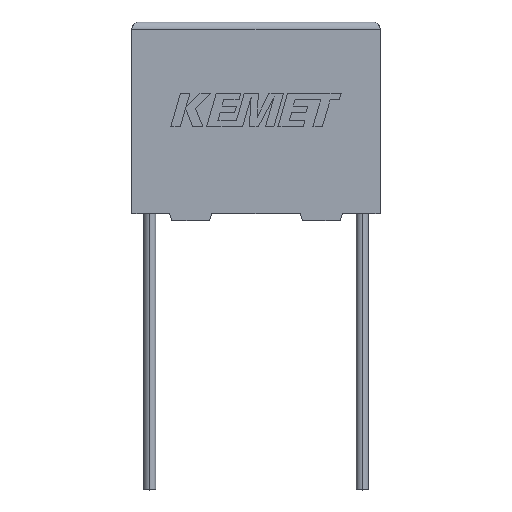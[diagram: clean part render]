
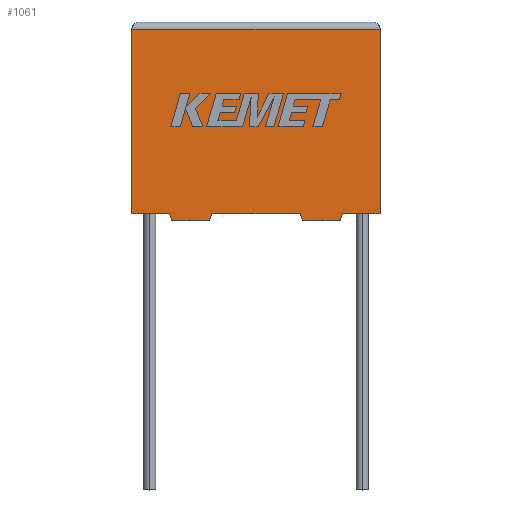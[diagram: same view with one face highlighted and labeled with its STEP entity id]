
A CAD part, top view. The second image highlights one B-rep face of the part: STEP entity #1061.
In plain terms, the highlighted planar face has unit normal (0, 0, 1).
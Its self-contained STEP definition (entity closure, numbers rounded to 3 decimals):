
#34 = LINE ( 'NONE', #2411, #2515 ) ;
#98 = LINE ( 'NONE', #1041, #2007 ) ;
#225 = DIRECTION ( 'NONE',  ( 1., 0., 0. ) ) ;
#243 = VERTEX_POINT ( 'NONE', #2117 ) ;
#255 = EDGE_CURVE ( 'NONE', #346, #243, #1585, .T. ) ;
#304 = ORIENTED_EDGE ( 'NONE', *, *, #1648, .T. ) ;
#346 = VERTEX_POINT ( 'NONE', #1695 ) ;
#393 = ORIENTED_EDGE ( 'NONE', *, *, #797, .F. ) ;
#395 = DIRECTION ( 'NONE',  ( -1., 0., 0. ) ) ;
#578 = EDGE_CURVE ( 'NONE', #2957, #2657, #592, .T. ) ;
#581 = CARTESIAN_POINT ( 'NONE',  ( 5.478, -0.5, 7. ) ) ;
#592 = LINE ( 'NONE', #2685, #1714 ) ;
#622 = DIRECTION ( 'NONE',  ( 0., -1., 0. ) ) ;
#642 = DIRECTION ( 'NONE',  ( -0.287, 0.958, 0. ) ) ;
#708 = VECTOR ( 'NONE', #1162, 1000. ) ;
#723 = CARTESIAN_POINT ( 'NONE',  ( 5.628, 0., 7. ) ) ;
#742 = VERTEX_POINT ( 'NONE', #581 ) ;
#772 = VERTEX_POINT ( 'NONE', #2374 ) ;
#797 = EDGE_CURVE ( 'NONE', #2975, #2615, #34, .T. ) ;
#834 = VECTOR ( 'NONE', #1614, 1000. ) ;
#987 = ORIENTED_EDGE ( 'NONE', *, *, #2242, .T. ) ;
#1029 = EDGE_CURVE ( 'NONE', #2657, #2866, #1385, .T. ) ;
#1041 = CARTESIAN_POINT ( 'NONE',  ( 5.478, -0.5, 7. ) ) ;
#1048 = CARTESIAN_POINT ( 'NONE',  ( 0., 0., 7. ) ) ;
#1060 = CARTESIAN_POINT ( 'NONE',  ( 17.5, 0., 7. ) ) ;
#1061 = ADVANCED_FACE ( 'NONE', ( #2232 ), #1560, .F. ) ;
#1067 = DIRECTION ( 'NONE',  ( 0., 0., -1. ) ) ;
#1073 = LINE ( 'NONE', #1446, #708 ) ;
#1100 = CARTESIAN_POINT ( 'NONE',  ( 0., 0., 7. ) ) ;
#1155 = VECTOR ( 'NONE', #622, 1000. ) ;
#1157 = EDGE_CURVE ( 'NONE', #243, #2402, #2960, .T. ) ;
#1162 = DIRECTION ( 'NONE',  ( -1., 0., 0. ) ) ;
#1209 = VECTOR ( 'NONE', #395, 1000. ) ;
#1266 = ORIENTED_EDGE ( 'NONE', *, *, #578, .T. ) ;
#1385 = LINE ( 'NONE', #1060, #2134 ) ;
#1412 = DIRECTION ( 'NONE',  ( -1., 0., 0. ) ) ;
#1420 = DIRECTION ( 'NONE',  ( 0.287, -0.958, 0. ) ) ;
#1427 = CARTESIAN_POINT ( 'NONE',  ( 0., 0., 7. ) ) ;
#1431 = CARTESIAN_POINT ( 'NONE',  ( 2.65, 0., 7. ) ) ;
#1446 = CARTESIAN_POINT ( 'NONE',  ( 14.7, -0.5, 7. ) ) ;
#1560 = PLANE ( 'NONE',  #2219 ) ;
#1574 = CARTESIAN_POINT ( 'NONE',  ( 11.873, 0., 7. ) ) ;
#1579 = DIRECTION ( 'NONE',  ( 0., 1., 0. ) ) ;
#1585 = LINE ( 'NONE', #1100, #1155 ) ;
#1614 = DIRECTION ( 'NONE',  ( 1., 0., 0. ) ) ;
#1643 = EDGE_CURVE ( 'NONE', #2957, #2537, #3074, .T. ) ;
#1648 = EDGE_CURVE ( 'NONE', #742, #2600, #98, .T. ) ;
#1688 = CARTESIAN_POINT ( 'NONE',  ( 17.5, 13., 7. ) ) ;
#1695 = CARTESIAN_POINT ( 'NONE',  ( 0., 13., 7. ) ) ;
#1714 = VECTOR ( 'NONE', #225, 1000. ) ;
#1746 = EDGE_LOOP ( 'NONE', ( #2220, #2800, #1826, #2804, #2069, #2338, #304, #987, #393, #2948, #2853, #1266 ) ) ;
#1765 = LINE ( 'NONE', #1897, #1923 ) ;
#1781 = EDGE_CURVE ( 'NONE', #2402, #772, #2730, .T. ) ;
#1793 = EDGE_CURVE ( 'NONE', #2537, #2975, #1073, .T. ) ;
#1800 = CARTESIAN_POINT ( 'NONE',  ( 14.85, 0., 7. ) ) ;
#1826 = ORIENTED_EDGE ( 'NONE', *, *, #255, .T. ) ;
#1833 = VECTOR ( 'NONE', #2332, 1000. ) ;
#1861 = CARTESIAN_POINT ( 'NONE',  ( 14.7, -0.5, 7. ) ) ;
#1867 = LINE ( 'NONE', #2789, #1209 ) ;
#1896 = VECTOR ( 'NONE', #2412, 1000. ) ;
#1897 = CARTESIAN_POINT ( 'NONE',  ( 2.8, -0.5, 7. ) ) ;
#1923 = VECTOR ( 'NONE', #2976, 1000. ) ;
#1982 = EDGE_CURVE ( 'NONE', #772, #742, #1765, .T. ) ;
#2007 = VECTOR ( 'NONE', #3042, 1000. ) ;
#2019 = CARTESIAN_POINT ( 'NONE',  ( 2.65, 0., 7. ) ) ;
#2069 = ORIENTED_EDGE ( 'NONE', *, *, #1781, .T. ) ;
#2117 = CARTESIAN_POINT ( 'NONE',  ( 0., 0., 7. ) ) ;
#2134 = VECTOR ( 'NONE', #1579, 1000. ) ;
#2203 = LINE ( 'NONE', #2850, #834 ) ;
#2219 = AXIS2_PLACEMENT_3D ( 'NONE', #1048, #1067, #1412 ) ;
#2220 = ORIENTED_EDGE ( 'NONE', *, *, #1029, .T. ) ;
#2232 = FACE_OUTER_BOUND ( 'NONE', #1746, .T. ) ;
#2242 = EDGE_CURVE ( 'NONE', #2600, #2615, #2203, .T. ) ;
#2250 = VECTOR ( 'NONE', #1420, 1000. ) ;
#2273 = CARTESIAN_POINT ( 'NONE',  ( 14.85, 0., 7. ) ) ;
#2332 = DIRECTION ( 'NONE',  ( -0.287, -0.958, 0. ) ) ;
#2338 = ORIENTED_EDGE ( 'NONE', *, *, #1982, .T. ) ;
#2374 = CARTESIAN_POINT ( 'NONE',  ( 2.8, -0.5, 7. ) ) ;
#2388 = CARTESIAN_POINT ( 'NONE',  ( 17.5, 0., 7. ) ) ;
#2402 = VERTEX_POINT ( 'NONE', #2019 ) ;
#2411 = CARTESIAN_POINT ( 'NONE',  ( 12.023, -0.5, 7. ) ) ;
#2412 = DIRECTION ( 'NONE',  ( 1., 0., 0. ) ) ;
#2469 = CARTESIAN_POINT ( 'NONE',  ( 12.023, -0.5, 7. ) ) ;
#2515 = VECTOR ( 'NONE', #642, 1000. ) ;
#2537 = VERTEX_POINT ( 'NONE', #1861 ) ;
#2600 = VERTEX_POINT ( 'NONE', #723 ) ;
#2615 = VERTEX_POINT ( 'NONE', #1574 ) ;
#2657 = VERTEX_POINT ( 'NONE', #2388 ) ;
#2685 = CARTESIAN_POINT ( 'NONE',  ( 0., 0., 7. ) ) ;
#2730 = LINE ( 'NONE', #1431, #2250 ) ;
#2775 = EDGE_CURVE ( 'NONE', #2866, #346, #1867, .T. ) ;
#2789 = CARTESIAN_POINT ( 'NONE',  ( 0., 13., 7. ) ) ;
#2800 = ORIENTED_EDGE ( 'NONE', *, *, #2775, .T. ) ;
#2804 = ORIENTED_EDGE ( 'NONE', *, *, #1157, .T. ) ;
#2850 = CARTESIAN_POINT ( 'NONE',  ( 0., 0., 7. ) ) ;
#2853 = ORIENTED_EDGE ( 'NONE', *, *, #1643, .F. ) ;
#2866 = VERTEX_POINT ( 'NONE', #1688 ) ;
#2948 = ORIENTED_EDGE ( 'NONE', *, *, #1793, .F. ) ;
#2957 = VERTEX_POINT ( 'NONE', #2273 ) ;
#2960 = LINE ( 'NONE', #1427, #1896 ) ;
#2975 = VERTEX_POINT ( 'NONE', #2469 ) ;
#2976 = DIRECTION ( 'NONE',  ( 1., 0., 0. ) ) ;
#3042 = DIRECTION ( 'NONE',  ( 0.287, 0.958, 0. ) ) ;
#3074 = LINE ( 'NONE', #1800, #1833 ) ;
